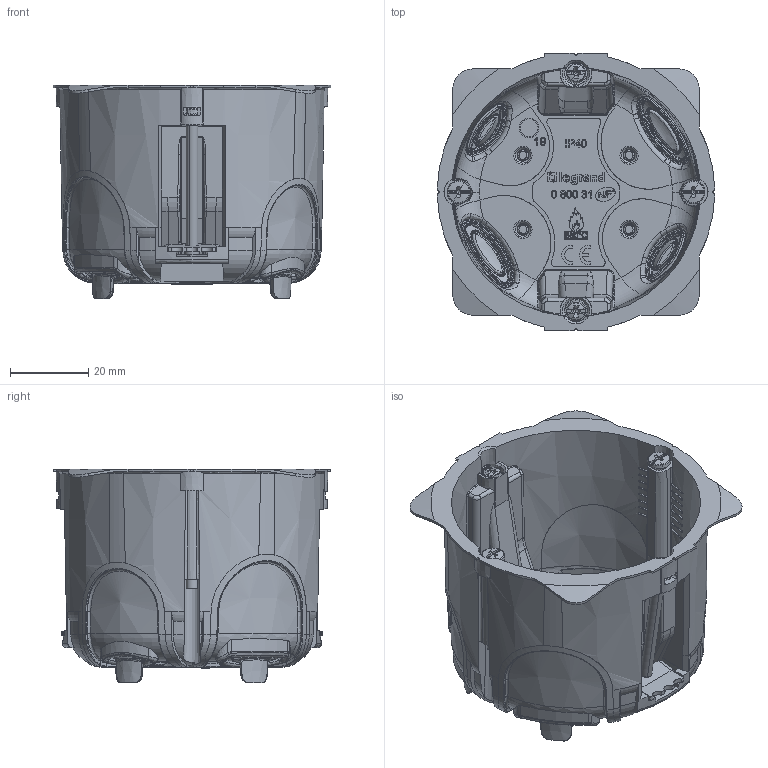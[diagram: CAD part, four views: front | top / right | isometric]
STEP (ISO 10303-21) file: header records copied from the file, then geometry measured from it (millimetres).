
FILE_DESCRIPTION(('CATIA V5 STEP Exchange','CAx-IF Rec.Pracs.--- Model Styling and Organization---1.5--- 2016-08-15','CAx-IF Rec.Pracs.---Supplemental Geometry---1.0---2011-11-01','CAx-IF Rec.Pracs.--- Composite Materials ---1.1---2010-07-15'),'2;1');
FILE_NAME('080031 _AllCATPart.stp','2021-10-26T06:41:44+00:00',('none'),('none'),'CATIA Version 5-6 Release 2020 SP3','CATIA V5 STEP AP214 v2','none');
FILE_SCHEMA(('AUTOMOTIVE_DESIGN { 1 0 10303 214 1 1 1 1 }'));
Length unit declared in the file: millimetre
Products named in the file (1): 080031 _AllCATPart
Bounding box: 70.99 x 71 x 54.6 mm (x, y, z)
Volume: 24733.8 mm3; surface area: 39699.1 mm2
Topology: 8 solids, 8 shells, 4739 faces, 13058 edges, 8513 vertices
Faces by surface type: plane 2599, bspline 670, extrusion 459, cone 438, torus 290, cylinder 275, sphere 8
Entity records: 207876 total; most frequent: CARTESIAN_POINT 101979, ORIENTED_EDGE 26088, DIRECTION 14439, EDGE_CURVE 13044, VERTEX_POINT 8513, VECTOR 7426, LINE 6967, B_SPLINE_CURVE_WITH_KNOTS 5355
